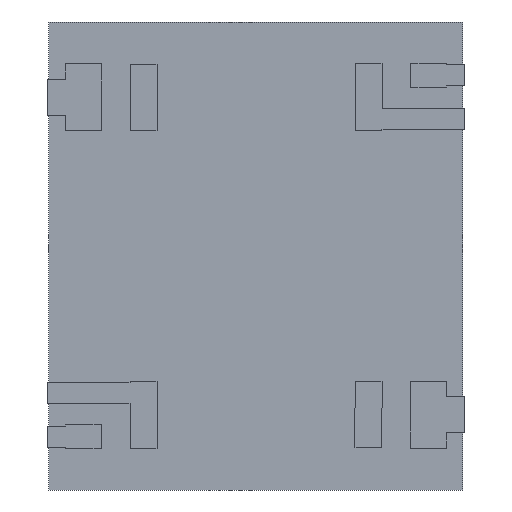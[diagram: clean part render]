
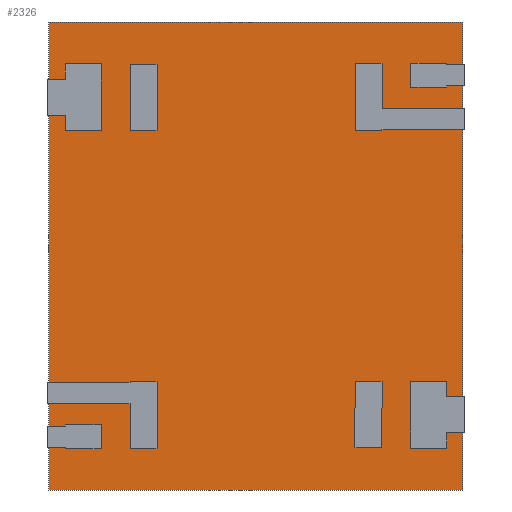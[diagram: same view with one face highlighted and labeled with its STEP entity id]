
A CAD part, front view. The second image highlights one B-rep face of the part: STEP entity #2326.
In plain terms, the highlighted planar face has unit normal (0, -1, 0).
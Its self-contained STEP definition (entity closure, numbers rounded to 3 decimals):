
#220 = CARTESIAN_POINT ( 'NONE',  ( -5.75, 0., 6.5 ) ) ;
#227 = CARTESIAN_POINT ( 'NONE',  ( 5.75, 0., 6.5 ) ) ;
#257 = CARTESIAN_POINT ( 'NONE',  ( -5.75, 0., 6.5 ) ) ;
#263 = DIRECTION ( 'NONE',  ( 1., 0., 0. ) ) ;
#268 = CARTESIAN_POINT ( 'NONE',  ( -5.75, 0., 6.5 ) ) ;
#270 = DIRECTION ( 'NONE',  ( 0., 0., 1. ) ) ;
#276 = CARTESIAN_POINT ( 'NONE',  ( -5.75, 0., -6.5 ) ) ;
#278 = DIRECTION ( 'NONE',  ( -1., 0., 0. ) ) ;
#474 = CARTESIAN_POINT ( 'NONE',  ( 5.75, 0., 6.5 ) ) ;
#475 = DIRECTION ( 'NONE',  ( 0., 0., -1. ) ) ;
#573 = CARTESIAN_POINT ( 'NONE',  ( 5.75, 0., -6.5 ) ) ;
#586 = CARTESIAN_POINT ( 'NONE',  ( -5.75, 0., -6.5 ) ) ;
#918 = ORIENTED_EDGE ( 'NONE', *, *, #1702, .F. ) ;
#920 = ORIENTED_EDGE ( 'NONE', *, *, #1802, .F. ) ;
#922 = ORIENTED_EDGE ( 'NONE', *, *, #1698, .F. ) ;
#923 = ORIENTED_EDGE ( 'NONE', *, *, #1695, .F. ) ;
#1035 = VERTEX_POINT ( 'NONE', #220 ) ;
#1044 = VERTEX_POINT ( 'NONE', #227 ) ;
#1119 = LINE ( 'NONE', #474, #1122 ) ;
#1122 = VECTOR ( 'NONE', #475, 1000. ) ;
#1178 = FACE_OUTER_BOUND ( 'NONE', #2040, .T. ) ;
#1303 = PLANE ( 'NONE',  #1822 ) ;
#1304 = CARTESIAN_POINT ( 'NONE',  ( 0., 0., 0. ) ) ;
#1309 = DIRECTION ( 'NONE',  ( 0., -1., 0. ) ) ;
#1310 = DIRECTION ( 'NONE',  ( 0., 0., -1. ) ) ;
#1695 = EDGE_CURVE ( 'NONE', #1035, #1044, #2483, .T. ) ;
#1698 = EDGE_CURVE ( 'NONE', #2025, #1035, #2490, .T. ) ;
#1702 = EDGE_CURVE ( 'NONE', #2012, #2025, #2498, .T. ) ;
#1802 = EDGE_CURVE ( 'NONE', #1044, #2012, #1119, .T. ) ;
#1822 = AXIS2_PLACEMENT_3D ( 'NONE', #1304, #1309, #1310 ) ;
#2012 = VERTEX_POINT ( 'NONE', #573 ) ;
#2025 = VERTEX_POINT ( 'NONE', #586 ) ;
#2040 = EDGE_LOOP ( 'NONE', ( #920, #923, #922, #918 ) ) ;
#2326 = ADVANCED_FACE ( 'NONE', ( #1178 ), #1303, .T. ) ;
#2483 = LINE ( 'NONE', #257, #2487 ) ;
#2487 = VECTOR ( 'NONE', #263, 1000. ) ;
#2490 = LINE ( 'NONE', #268, #2493 ) ;
#2493 = VECTOR ( 'NONE', #270, 1000. ) ;
#2498 = LINE ( 'NONE', #276, #2501 ) ;
#2501 = VECTOR ( 'NONE', #278, 1000. ) ;
